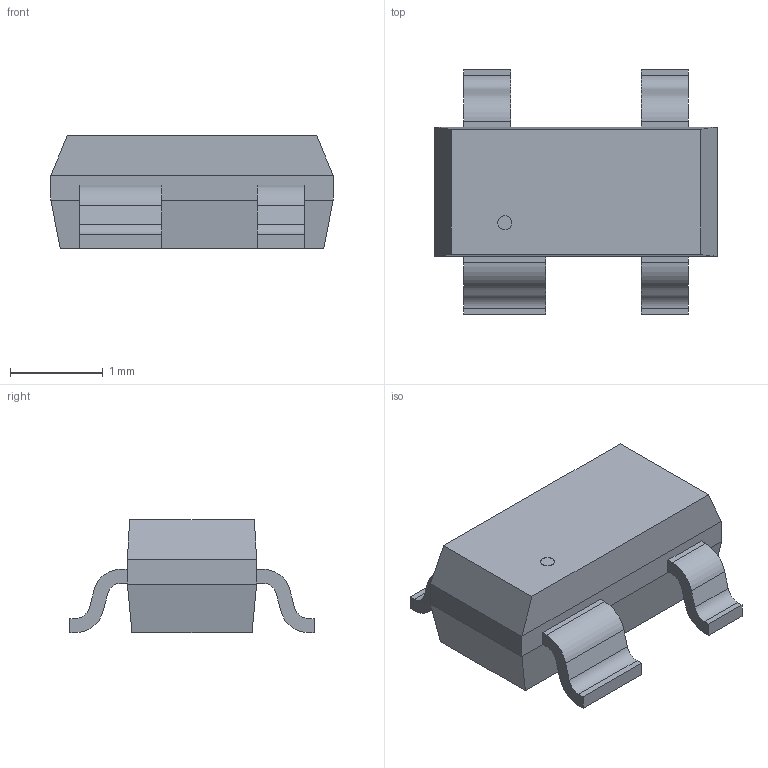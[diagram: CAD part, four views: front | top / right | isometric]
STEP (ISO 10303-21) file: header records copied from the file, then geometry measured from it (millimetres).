
FILE_DESCRIPTION(('STEP AP214'),'1');
FILE_NAME('DZD4','2019-04-05T13:18:56',(''),(''),'','','');
FILE_SCHEMA(('AUTOMOTIVE_DESIGN'));
Length unit declared in the file: millimetre
Products named in the file (1): product
Bounding box: 3.05 x 2.64 x 1.22 mm (x, y, z)
Volume: 0 mm3; surface area: 24.3 mm2
Topology: 1 solids, 71 shells, 73 faces, 347 edges, 346 vertices
Faces by surface type: plane 56, cylinder 17
Full cylindrical faces by diameter (mm): 0.152 x1
Entity records: 3902 total; most frequent: CARTESIAN_POINT 767, VERTEX_POINT 690, DIRECTION 562, ORIENTED_EDGE 348, EDGE_CURVE 346, LINE 280, VECTOR 280, AXIS2_PLACEMENT_3D 141
